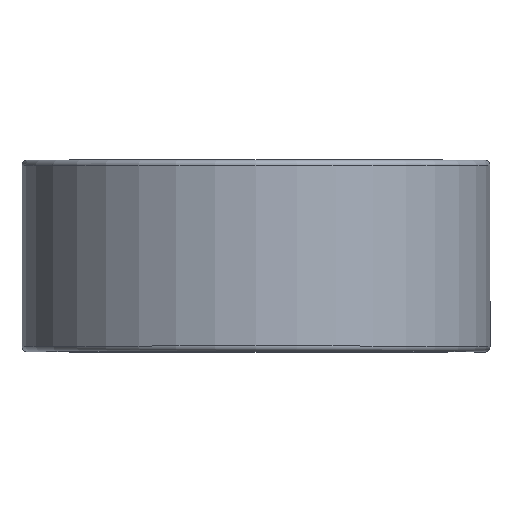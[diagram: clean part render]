
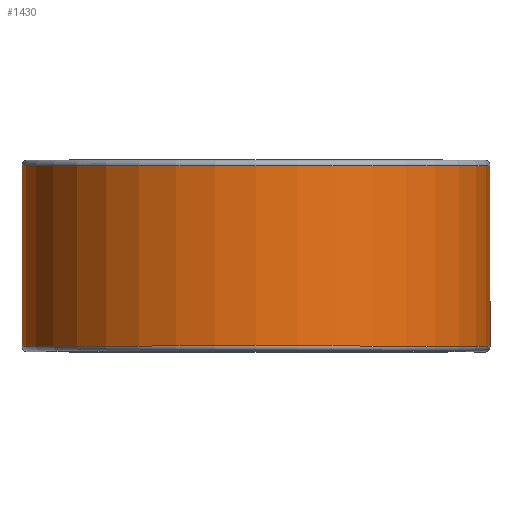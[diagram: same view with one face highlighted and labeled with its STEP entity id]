
A CAD part, top view. The second image highlights one B-rep face of the part: STEP entity #1430.
In plain terms, the highlighted cylindrical face has radius 32.969 mm (diameter 65.938 mm), a partial arc.
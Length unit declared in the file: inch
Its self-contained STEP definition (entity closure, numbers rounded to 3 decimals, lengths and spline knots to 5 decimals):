
#12 = VECTOR ( 'NONE', #514, 39.37008 ) ;
#54 = DIRECTION ( 'NONE',  ( 0., 1., 0. ) ) ;
#118 = VERTEX_POINT ( 'NONE', #2392 ) ;
#264 = DIRECTION ( 'NONE',  ( 0., 0., -1. ) ) ;
#286 = CIRCLE ( 'NONE', #1236, 1.298 ) ;
#348 = DIRECTION ( 'NONE',  ( 0., -1., 0. ) ) ;
#440 = EDGE_CURVE ( 'NONE', #118, #1121, #286, .T. ) ;
#514 = DIRECTION ( 'NONE',  ( 0., 1., 0. ) ) ;
#534 = CIRCLE ( 'NONE', #1074, 1.298 ) ;
#651 = CARTESIAN_POINT ( 'NONE',  ( 0., -0.50125, 0. ) ) ;
#725 = AXIS2_PLACEMENT_3D ( 'NONE', #2152, #1759, #1964 ) ;
#760 = CARTESIAN_POINT ( 'NONE',  ( 0., -0.50125, -1.298 ) ) ;
#854 = DIRECTION ( 'NONE',  ( 0., 0., -1. ) ) ;
#1025 = LINE ( 'NONE', #1256, #12 ) ;
#1074 = AXIS2_PLACEMENT_3D ( 'NONE', #651, #1970, #854 ) ;
#1121 = VERTEX_POINT ( 'NONE', #1802 ) ;
#1211 = ORIENTED_EDGE ( 'NONE', *, *, #2450, .F. ) ;
#1236 = AXIS2_PLACEMENT_3D ( 'NONE', #1785, #348, #264 ) ;
#1256 = CARTESIAN_POINT ( 'NONE',  ( 1.298, 0.50125, 0. ) ) ;
#1402 = EDGE_CURVE ( 'NONE', #1460, #1121, #1554, .T. ) ;
#1430 = ADVANCED_FACE ( 'NONE', ( #2285 ), #1525, .T. ) ;
#1460 = VERTEX_POINT ( 'NONE', #760 ) ;
#1497 = VECTOR ( 'NONE', #54, 39.37008 ) ;
#1525 = CYLINDRICAL_SURFACE ( 'NONE', #725, 1.298 ) ;
#1554 = LINE ( 'NONE', #1935, #1497 ) ;
#1702 = EDGE_LOOP ( 'NONE', ( #1885, #1710, #2213, #1211 ) ) ;
#1710 = ORIENTED_EDGE ( 'NONE', *, *, #440, .T. ) ;
#1759 = DIRECTION ( 'NONE',  ( 0., -1., 0. ) ) ;
#1785 = CARTESIAN_POINT ( 'NONE',  ( 0., 0.50125, 0. ) ) ;
#1786 = CARTESIAN_POINT ( 'NONE',  ( 1.298, -0.50125, 0. ) ) ;
#1802 = CARTESIAN_POINT ( 'NONE',  ( 0., 0.50125, -1.298 ) ) ;
#1885 = ORIENTED_EDGE ( 'NONE', *, *, #1999, .T. ) ;
#1935 = CARTESIAN_POINT ( 'NONE',  ( 0., 0.50125, -1.298 ) ) ;
#1964 = DIRECTION ( 'NONE',  ( 0., 0., -1. ) ) ;
#1970 = DIRECTION ( 'NONE',  ( 0., -1., 0. ) ) ;
#1999 = EDGE_CURVE ( 'NONE', #2436, #118, #1025, .T. ) ;
#2152 = CARTESIAN_POINT ( 'NONE',  ( 0., 0.5, 0. ) ) ;
#2213 = ORIENTED_EDGE ( 'NONE', *, *, #1402, .F. ) ;
#2285 = FACE_OUTER_BOUND ( 'NONE', #1702, .T. ) ;
#2392 = CARTESIAN_POINT ( 'NONE',  ( 1.298, 0.50125, 0. ) ) ;
#2436 = VERTEX_POINT ( 'NONE', #1786 ) ;
#2450 = EDGE_CURVE ( 'NONE', #2436, #1460, #534, .T. ) ;
